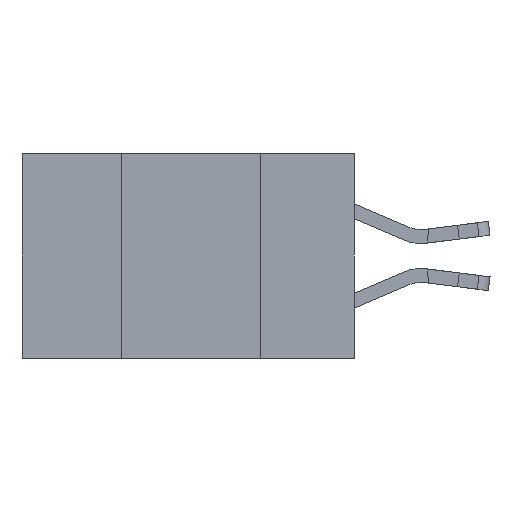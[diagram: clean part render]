
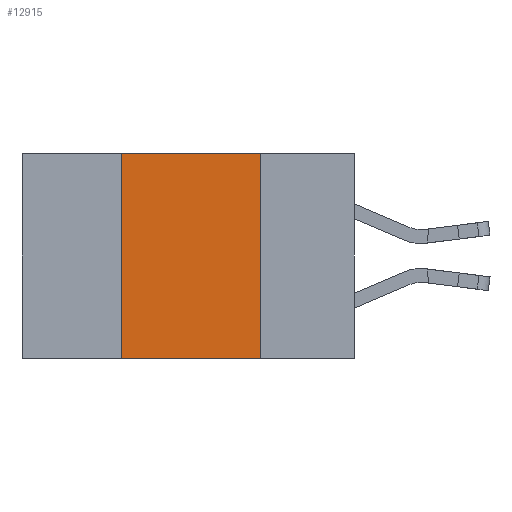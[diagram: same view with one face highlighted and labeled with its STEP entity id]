
A CAD part, left-side view. The second image highlights one B-rep face of the part: STEP entity #12915.
In plain terms, the highlighted planar face has unit normal (-1, 0, 0).
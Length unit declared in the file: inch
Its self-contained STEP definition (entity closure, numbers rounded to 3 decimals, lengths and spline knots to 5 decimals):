
#131 = CARTESIAN_POINT ( 'NONE',  ( 0., 0.17, -0.37 ) ) ;
#530 = CARTESIAN_POINT ( 'NONE',  ( 0., 0.17, -0.37 ) ) ;
#752 = ORIENTED_EDGE ( 'NONE', *, *, #5734, .F. ) ;
#1532 = VERTEX_POINT ( 'NONE', #3138 ) ;
#1905 = EDGE_LOOP ( 'NONE', ( #3702, #5175, #752, #1909 ) ) ;
#1909 = ORIENTED_EDGE ( 'NONE', *, *, #12557, .T. ) ;
#3138 = CARTESIAN_POINT ( 'NONE',  ( 0., 0.17, 0. ) ) ;
#3624 = PLANE ( 'NONE',  #7494 ) ;
#3702 = ORIENTED_EDGE ( 'NONE', *, *, #7703, .F. ) ;
#4511 = LINE ( 'NONE', #9531, #12211 ) ;
#4768 = DIRECTION ( 'NONE',  ( 1., 0., 0. ) ) ;
#5175 = ORIENTED_EDGE ( 'NONE', *, *, #12237, .F. ) ;
#5734 = EDGE_CURVE ( 'NONE', #8537, #6858, #9053, .T. ) ;
#6122 = DIRECTION ( 'NONE',  ( 0., -1., 0. ) ) ;
#6766 = VERTEX_POINT ( 'NONE', #131 ) ;
#6768 = LINE ( 'NONE', #530, #12876 ) ;
#6858 = VERTEX_POINT ( 'NONE', #7099 ) ;
#7099 = CARTESIAN_POINT ( 'NONE',  ( 0., 0.42, 0. ) ) ;
#7494 = AXIS2_PLACEMENT_3D ( 'NONE', #11581, #4768, #12787 ) ;
#7703 = EDGE_CURVE ( 'NONE', #1532, #6766, #6768, .T. ) ;
#7813 = DIRECTION ( 'NONE',  ( 0., -1., 0. ) ) ;
#8251 = LINE ( 'NONE', #14700, #14724 ) ;
#8537 = VERTEX_POINT ( 'NONE', #11313 ) ;
#8685 = CARTESIAN_POINT ( 'NONE',  ( 0., 0.42, -0.37 ) ) ;
#9053 = LINE ( 'NONE', #8685, #9418 ) ;
#9418 = VECTOR ( 'NONE', #9844, 39.37008 ) ;
#9531 = CARTESIAN_POINT ( 'NONE',  ( 0., 0.6, 0. ) ) ;
#9844 = DIRECTION ( 'NONE',  ( 0., 0., 1. ) ) ;
#11313 = CARTESIAN_POINT ( 'NONE',  ( 0., 0.42, -0.37 ) ) ;
#11581 = CARTESIAN_POINT ( 'NONE',  ( 0., 0.6, 0. ) ) ;
#11937 = DIRECTION ( 'NONE',  ( 0., 0., -1. ) ) ;
#12211 = VECTOR ( 'NONE', #6122, 39.37008 ) ;
#12237 = EDGE_CURVE ( 'NONE', #6858, #1532, #4511, .T. ) ;
#12557 = EDGE_CURVE ( 'NONE', #8537, #6766, #8251, .T. ) ;
#12787 = DIRECTION ( 'NONE',  ( 0., 0., -1. ) ) ;
#12876 = VECTOR ( 'NONE', #11937, 39.37008 ) ;
#12915 = ADVANCED_FACE ( 'NONE', ( #14340 ), #3624, .F. ) ;
#14340 = FACE_OUTER_BOUND ( 'NONE', #1905, .T. ) ;
#14700 = CARTESIAN_POINT ( 'NONE',  ( 0., 0.6, -0.37 ) ) ;
#14724 = VECTOR ( 'NONE', #7813, 39.37008 ) ;
